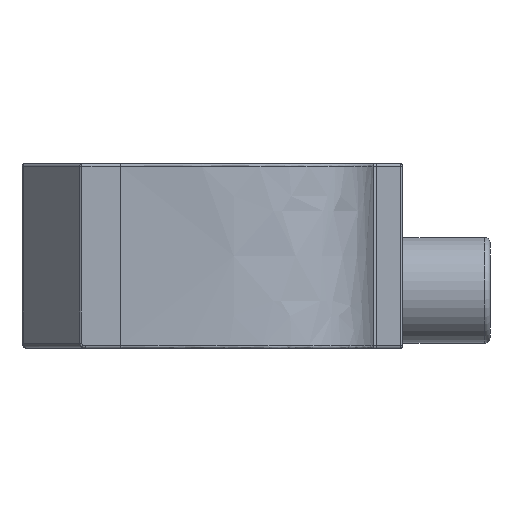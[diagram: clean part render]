
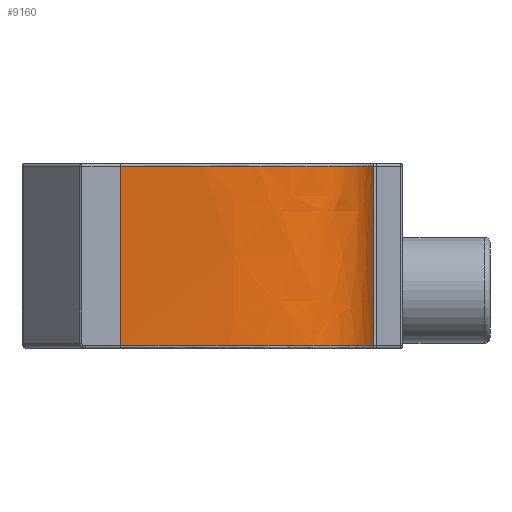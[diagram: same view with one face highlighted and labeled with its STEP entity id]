
A CAD part, left-side view. The second image highlights one B-rep face of the part: STEP entity #9160.
In plain terms, the highlighted face is a extrusion surface.
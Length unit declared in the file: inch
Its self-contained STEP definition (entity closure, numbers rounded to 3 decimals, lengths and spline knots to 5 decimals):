
#2845=CARTESIAN_POINT('',(-40.,15.35358,34.5));
#2846=CARTESIAN_POINT('',(-40.17973,9.197,34.5));
#2847=CARTESIAN_POINT('',(-40.96777,-7.01287,34.5));
#2848=CARTESIAN_POINT('',(-35.81578,-30.03269,34.5));
#2849=CARTESIAN_POINT('',(-20.90696,-32.27608,34.5));
#2850=CARTESIAN_POINT('',(-11.98567,-32.53181,34.5));
#2852=DIRECTION('',(0.,0.,-1.));
#2853=VECTOR('',#2852,34.);
#2854=CARTESIAN_POINT('',(-11.98567,-32.53181,34.5));
#2855=LINE('',#2854,#2853);
#2856=CARTESIAN_POINT('',(-11.98567,-32.53181,0.5));
#2857=CARTESIAN_POINT('',(-20.90696,-32.27608,0.5));
#2858=CARTESIAN_POINT('',(-35.81578,-30.03269,0.5));
#2859=CARTESIAN_POINT('',(-40.96777,-7.01287,0.5));
#2860=CARTESIAN_POINT('',(-40.17973,9.197,0.5));
#2861=CARTESIAN_POINT('',(-40.,15.35358,0.5));
#2982=DIRECTION('',(0.,0.,1.));
#2983=VECTOR('',#2982,34.);
#2984=CARTESIAN_POINT('',(-40.,15.35358,0.5));
#2985=LINE('',#2984,#2983);
#5644=CARTESIAN_POINT('',(-40.,15.35358,0.5));
#5646=VERTEX_POINT('',#5644);
#5653=CARTESIAN_POINT('',(-40.,15.35358,34.5));
#5654=VERTEX_POINT('',#5653);
#5655=VERTEX_POINT('',#2850);
#5661=CARTESIAN_POINT('',(-11.98567,-32.53181,0.5));
#5662=VERTEX_POINT('',#5661);
#9138=CARTESIAN_POINT('',(-39.94068,17.76855,0.));
#9139=CARTESIAN_POINT('',(-40.05859,11.33755,0.));
#9140=CARTESIAN_POINT('',(-41.18101,-6.06011,0.));
#9141=CARTESIAN_POINT('',(-34.98615,-33.7396,0.));
#9142=CARTESIAN_POINT('',(0.,-31.85472,0.));
#9143=CARTESIAN_POINT('',(34.98615,-33.7396,0.));
#9144=CARTESIAN_POINT('',(41.1459,-6.21697,0.));
#9145=CARTESIAN_POINT('',(40.08094,10.98411,0.));
#9146=CARTESIAN_POINT('',(39.94819,17.38512,0.));
#9148=DIRECTION('',(0.,0.,1.));
#9149=VECTOR('',#9148,1.);
#9150=SURFACE_OF_LINEAR_EXTRUSION('',#9147,#9149);
#9152=ORIENTED_EDGE('',*,*,#9151,.T.);
#9154=ORIENTED_EDGE('',*,*,#9153,.T.);
#9155=ORIENTED_EDGE('',*,*,#9105,.T.);
#9157=ORIENTED_EDGE('',*,*,#9156,.T.);
#9158=EDGE_LOOP('',(#9152,#9154,#9155,#9157));
#9159=FACE_OUTER_BOUND('',#9158,.F.);
#9160=ADVANCED_FACE('',(#9159),#9150,.T.);
#2851=B_SPLINE_CURVE_WITH_KNOTS('',3,(#2845,#2846,#2847,#2848,#2849,#2850),
.UNSPECIFIED.,.F.,.F.,(4,1,1,4),(0.,0.30413,0.62906,1.),
.UNSPECIFIED.);
#2862=B_SPLINE_CURVE_WITH_KNOTS('',3,(#2856,#2857,#2858,#2859,#2860,#2861),
.UNSPECIFIED.,.F.,.F.,(4,1,1,4),(0.,0.37094,0.69587,1.),
.UNSPECIFIED.);
#9105=EDGE_CURVE('',#5662,#5646,#2862,.T.);
#9147=B_SPLINE_CURVE_WITH_KNOTS('',3,(#9138,#9139,#9140,#9141,#9142,#9143,#9144,
#9145,#9146),.UNSPECIFIED.,.F.,.F.,(4,1,1,1,1,1,4),(0.,0.14408,
0.27958,0.50142,0.72326,0.85876,1.),
.UNSPECIFIED.);
#9151=EDGE_CURVE('',#5654,#5655,#2851,.T.);
#9153=EDGE_CURVE('',#5655,#5662,#2855,.T.);
#9156=EDGE_CURVE('',#5646,#5654,#2985,.T.);
